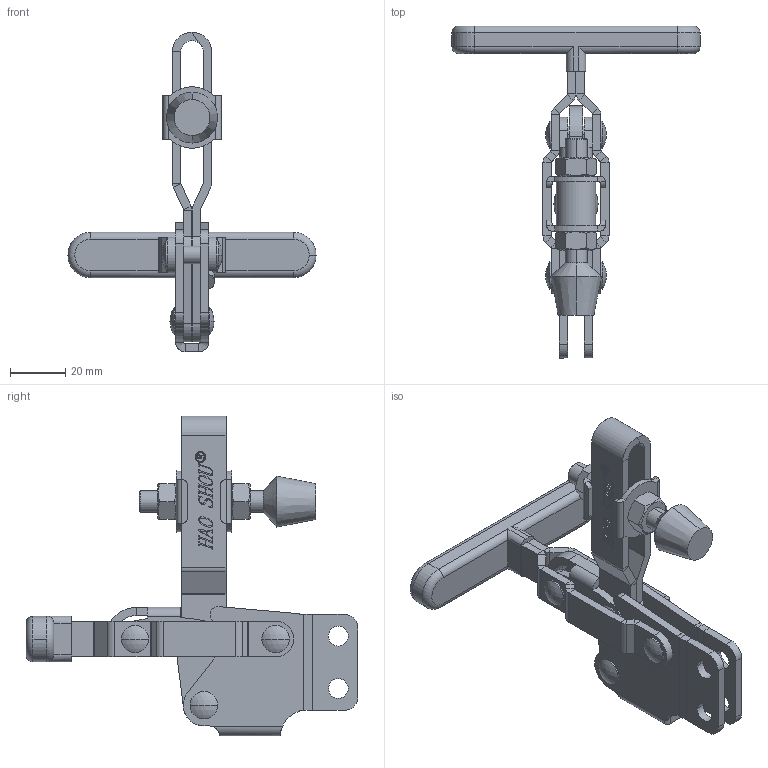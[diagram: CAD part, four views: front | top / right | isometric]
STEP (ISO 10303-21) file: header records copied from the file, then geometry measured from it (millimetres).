
FILE_DESCRIPTION (( 'STEP AP203' ), '1' );
FILE_NAME ('HS-12136.STEP', '2019-09-23T00:00:51', ( '微软用户' ), ( '微软中国' ), 'SwSTEP 2.0', 'SolidWorks 2012', '' );
FILE_SCHEMA (( 'CONFIG_CONTROL_DESIGN' ));
Length unit declared in the file: millimetre
Products named in the file (14): HS-12136; hex nuts, style 1-grades ab gb_GB_FASTENER_NUT_SNAB1 M8-N; FW-516; 筵忒參; 酗种; 蟀裝; 傻种; U倰揤參蚾饜极; hexagon head bolts-full thread gb_GB_FASTENER_BOLT_STBAB A M8X55-C; 揤輸; U倰揤參; T倰忒梟蚾饜极; 忒梟; 眻菁釱
Assembly tree (18 placements, depth 3):
  HS-12136
    眻菁釱
    T倰忒梟蚾饜极
      忒梟  x2
    U倰揤參蚾饜极
      U倰揤參
      揤輸
      hexagon head bolts-full thread gb_GB_FASTENER_BOLT_STBAB A M8X55-C
    傻种  x2
    蟀裝
    酗种  x2
    筵忒參
    FW-516  x2
    hex nuts, style 1-grades ab gb_GB_FASTENER_NUT_SNAB1 M8-N  x2
Bounding box: 90 x 120.34 x 115.9 mm (x, y, z)
Volume: 59510.2 mm3; surface area: 41846.2 mm2
Topology: 16 solids, 16 shells, 853 faces, 2151 edges, 1364 vertices
Faces by surface type: plane 461, cylinder 194, bspline 146, cone 30, sphere 16, torus 6
Entity records: 30955 total; most frequent: CARTESIAN_POINT 12329, ORIENTED_EDGE 3754, DIRECTION 3099, EDGE_CURVE 1877, VERTEX_POINT 1200, LINE 1195, VECTOR 1195, AXIS2_PLACEMENT_3D 952
